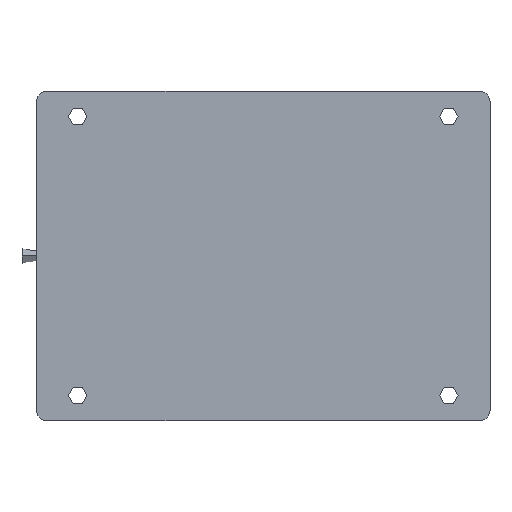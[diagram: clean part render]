
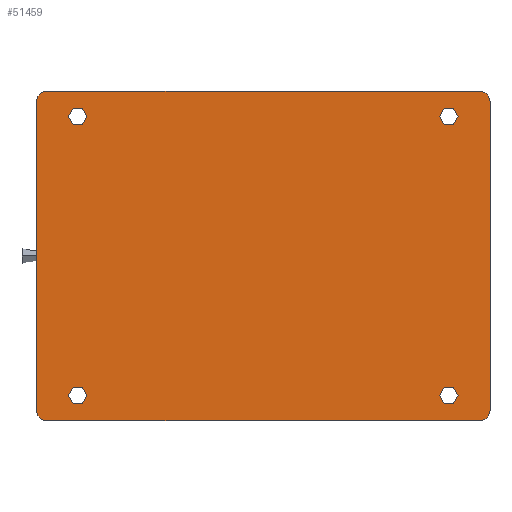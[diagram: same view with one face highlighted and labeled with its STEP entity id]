
A CAD part, front view. The second image highlights one B-rep face of the part: STEP entity #51459.
In plain terms, the highlighted face is planar.
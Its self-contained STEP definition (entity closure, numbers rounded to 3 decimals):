
#133 = EDGE_CURVE ( 'NONE', #21710, #22266, #17798, .T. ) ;
#150 = CARTESIAN_POINT ( 'NONE',  ( -90., -67.5, 51. ) ) ;
#397 = EDGE_CURVE ( 'NONE', #22266, #35581, #19739, .T. ) ;
#946 = CARTESIAN_POINT ( 'NONE',  ( 85.5, -67.5, 51. ) ) ;
#957 = DIRECTION ( 'NONE',  ( 1., 0., 0. ) ) ;
#1845 = CIRCLE ( 'NONE', #33271, 4.5 ) ;
#1882 = CARTESIAN_POINT ( 'NONE',  ( 105., 80., 51. ) ) ;
#2723 = DIRECTION ( 'NONE',  ( 0., 0., 1. ) ) ;
#2755 = VERTEX_POINT ( 'NONE', #3760 ) ;
#3472 = CARTESIAN_POINT ( 'NONE',  ( 105., 75., 51. ) ) ;
#3602 = EDGE_CURVE ( 'NONE', #2755, #49682, #5383, .T. ) ;
#3611 = LINE ( 'NONE', #48961, #4931 ) ;
#3760 = CARTESIAN_POINT ( 'NONE',  ( -105., -80., 51. ) ) ;
#4709 = DIRECTION ( 'NONE',  ( 0., 0., 1. ) ) ;
#4778 = ORIENTED_EDGE ( 'NONE', *, *, #16489, .F. ) ;
#4931 = VECTOR ( 'NONE', #6907, 1000. ) ;
#5060 = CARTESIAN_POINT ( 'NONE',  ( -90., 67.5, 51. ) ) ;
#5383 = LINE ( 'NONE', #10983, #20530 ) ;
#5592 = ORIENTED_EDGE ( 'NONE', *, *, #42794, .T. ) ;
#6370 = DIRECTION ( 'NONE',  ( 1., 0., 0. ) ) ;
#6907 = DIRECTION ( 'NONE',  ( -1., 0., 0. ) ) ;
#7442 = CIRCLE ( 'NONE', #45559, 4.5 ) ;
#7695 = DIRECTION ( 'NONE',  ( 0., 0., 1. ) ) ;
#7940 = DIRECTION ( 'NONE',  ( 0., 0., 1. ) ) ;
#7985 = VERTEX_POINT ( 'NONE', #14389 ) ;
#8159 = CARTESIAN_POINT ( 'NONE',  ( -110., -75., 51. ) ) ;
#8716 = ORIENTED_EDGE ( 'NONE', *, *, #52386, .T. ) ;
#8839 = AXIS2_PLACEMENT_3D ( 'NONE', #29277, #7940, #33312 ) ;
#10101 = EDGE_CURVE ( 'NONE', #23894, #7985, #7442, .T. ) ;
#10442 = FACE_BOUND ( 'NONE', #34332, .T. ) ;
#10808 = PLANE ( 'NONE',  #51296 ) ;
#10837 = AXIS2_PLACEMENT_3D ( 'NONE', #19998, #28815, #20562 ) ;
#10983 = CARTESIAN_POINT ( 'NONE',  ( -110., -80., 51. ) ) ;
#11332 = EDGE_CURVE ( 'NONE', #22789, #41422, #31995, .T. ) ;
#11545 = DIRECTION ( 'NONE',  ( 1., 0., 0. ) ) ;
#11919 = AXIS2_PLACEMENT_3D ( 'NONE', #32133, #19598, #6370 ) ;
#13143 = CIRCLE ( 'NONE', #8839, 4.5 ) ;
#13423 = EDGE_LOOP ( 'NONE', ( #4778, #36914 ) ) ;
#13538 = AXIS2_PLACEMENT_3D ( 'NONE', #150, #50465, #25359 ) ;
#13798 = AXIS2_PLACEMENT_3D ( 'NONE', #5060, #4709, #37975 ) ;
#14389 = CARTESIAN_POINT ( 'NONE',  ( -94.5, -67.5, 51. ) ) ;
#14616 = DIRECTION ( 'NONE',  ( 0., 0., 1. ) ) ;
#14693 = ORIENTED_EDGE ( 'NONE', *, *, #53058, .F. ) ;
#15050 = CARTESIAN_POINT ( 'NONE',  ( 85.5, 67.5, 51. ) ) ;
#15096 = CARTESIAN_POINT ( 'NONE',  ( 105., -80., 51. ) ) ;
#15738 = VERTEX_POINT ( 'NONE', #16953 ) ;
#15945 = DIRECTION ( 'NONE',  ( 1., 0., 0. ) ) ;
#15967 = DIRECTION ( 'NONE',  ( 1., 0., 0. ) ) ;
#16489 = EDGE_CURVE ( 'NONE', #15738, #50502, #54505, .T. ) ;
#16953 = CARTESIAN_POINT ( 'NONE',  ( -94.5, 67.5, 51. ) ) ;
#17079 = CARTESIAN_POINT ( 'NONE',  ( 110., 80., 51. ) ) ;
#17489 = CARTESIAN_POINT ( 'NONE',  ( -90., 67.5, 51. ) ) ;
#17663 = ORIENTED_EDGE ( 'NONE', *, *, #42876, .T. ) ;
#17687 = FACE_OUTER_BOUND ( 'NONE', #25783, .T. ) ;
#17798 = LINE ( 'NONE', #17079, #49983 ) ;
#18103 = CARTESIAN_POINT ( 'NONE',  ( -85.5, -67.5, 51. ) ) ;
#18800 = DIRECTION ( 'NONE',  ( 1., 0., 0. ) ) ;
#18974 = FACE_BOUND ( 'NONE', #33110, .T. ) ;
#19281 = CARTESIAN_POINT ( 'NONE',  ( -105., 80., 51. ) ) ;
#19598 = DIRECTION ( 'NONE',  ( 0., 0., 1. ) ) ;
#19739 = CIRCLE ( 'NONE', #32690, 5. ) ;
#19998 = CARTESIAN_POINT ( 'NONE',  ( -105., 75., 51. ) ) ;
#20528 = CIRCLE ( 'NONE', #37698, 5. ) ;
#20530 = VECTOR ( 'NONE', #11545, 1000. ) ;
#20562 = DIRECTION ( 'NONE',  ( 1., 0., 0. ) ) ;
#20852 = EDGE_CURVE ( 'NONE', #32047, #25822, #1845, .T. ) ;
#21084 = CARTESIAN_POINT ( 'NONE',  ( 110., -75., 51. ) ) ;
#21710 = VERTEX_POINT ( 'NONE', #21084 ) ;
#22266 = VERTEX_POINT ( 'NONE', #39534 ) ;
#22789 = VERTEX_POINT ( 'NONE', #41075 ) ;
#22929 = CARTESIAN_POINT ( 'NONE',  ( 0., 0., 51. ) ) ;
#23124 = DIRECTION ( 'NONE',  ( 1., 0., 0. ) ) ;
#23149 = AXIS2_PLACEMENT_3D ( 'NONE', #27894, #2723, #23124 ) ;
#23232 = CARTESIAN_POINT ( 'NONE',  ( -90., -67.5, 51. ) ) ;
#23430 = AXIS2_PLACEMENT_3D ( 'NONE', #17489, #42832, #957 ) ;
#23471 = EDGE_CURVE ( 'NONE', #35581, #37966, #3611, .T. ) ;
#23474 = DIRECTION ( 'NONE',  ( 0., 0., 1. ) ) ;
#23894 = VERTEX_POINT ( 'NONE', #18103 ) ;
#24345 = CIRCLE ( 'NONE', #46791, 4.5 ) ;
#25335 = CIRCLE ( 'NONE', #13538, 4.5 ) ;
#25359 = DIRECTION ( 'NONE',  ( -1., 0., 0. ) ) ;
#25556 = DIRECTION ( 'NONE',  ( 0., 1., 0. ) ) ;
#25711 = DIRECTION ( 'NONE',  ( -1., 0., 0. ) ) ;
#25783 = EDGE_LOOP ( 'NONE', ( #49808, #8716, #40294, #32565, #34951, #17663, #40071, #5592 ) ) ;
#25822 = VERTEX_POINT ( 'NONE', #27980 ) ;
#25929 = ORIENTED_EDGE ( 'NONE', *, *, #10101, .F. ) ;
#26311 = CIRCLE ( 'NONE', #23149, 5. ) ;
#27894 = CARTESIAN_POINT ( 'NONE',  ( -105., -75., 51. ) ) ;
#27980 = CARTESIAN_POINT ( 'NONE',  ( 94.5, -67.5, 51. ) ) ;
#28815 = DIRECTION ( 'NONE',  ( 0., 0., 1. ) ) ;
#28929 = CIRCLE ( 'NONE', #10837, 5. ) ;
#29042 = CARTESIAN_POINT ( 'NONE',  ( 90., 67.5, 51. ) ) ;
#29277 = CARTESIAN_POINT ( 'NONE',  ( 90., -67.5, 51. ) ) ;
#29718 = CARTESIAN_POINT ( 'NONE',  ( -85.5, 67.5, 51. ) ) ;
#30435 = EDGE_CURVE ( 'NONE', #50502, #15738, #30844, .T. ) ;
#30844 = CIRCLE ( 'NONE', #23430, 4.5 ) ;
#31218 = ORIENTED_EDGE ( 'NONE', *, *, #38077, .F. ) ;
#31330 = DIRECTION ( 'NONE',  ( 0., 0., 1. ) ) ;
#31505 = FACE_BOUND ( 'NONE', #13423, .T. ) ;
#31781 = ORIENTED_EDGE ( 'NONE', *, *, #54144, .F. ) ;
#31821 = ORIENTED_EDGE ( 'NONE', *, *, #20852, .F. ) ;
#31995 = LINE ( 'NONE', #33422, #41821 ) ;
#32047 = VERTEX_POINT ( 'NONE', #946 ) ;
#32120 = VERTEX_POINT ( 'NONE', #15050 ) ;
#32133 = CARTESIAN_POINT ( 'NONE',  ( 90., 67.5, 51. ) ) ;
#32565 = ORIENTED_EDGE ( 'NONE', *, *, #397, .T. ) ;
#32690 = AXIS2_PLACEMENT_3D ( 'NONE', #3472, #41100, #15945 ) ;
#33110 = EDGE_LOOP ( 'NONE', ( #31821, #31781 ) ) ;
#33271 = AXIS2_PLACEMENT_3D ( 'NONE', #38567, #38925, #25711 ) ;
#33312 = DIRECTION ( 'NONE',  ( -1., 0., 0. ) ) ;
#33422 = CARTESIAN_POINT ( 'NONE',  ( -110., 80., 51. ) ) ;
#34332 = EDGE_LOOP ( 'NONE', ( #31218, #25929 ) ) ;
#34473 = ORIENTED_EDGE ( 'NONE', *, *, #50339, .F. ) ;
#34951 = ORIENTED_EDGE ( 'NONE', *, *, #23471, .T. ) ;
#35581 = VERTEX_POINT ( 'NONE', #1882 ) ;
#36738 = CARTESIAN_POINT ( 'NONE',  ( 94.5, 67.5, 51. ) ) ;
#36914 = ORIENTED_EDGE ( 'NONE', *, *, #30435, .F. ) ;
#37698 = AXIS2_PLACEMENT_3D ( 'NONE', #44679, #31330, #18800 ) ;
#37966 = VERTEX_POINT ( 'NONE', #19281 ) ;
#37975 = DIRECTION ( 'NONE',  ( 1., 0., 0. ) ) ;
#38077 = EDGE_CURVE ( 'NONE', #7985, #23894, #25335, .T. ) ;
#38567 = CARTESIAN_POINT ( 'NONE',  ( 90., -67.5, 51. ) ) ;
#38925 = DIRECTION ( 'NONE',  ( 0., 0., 1. ) ) ;
#39534 = CARTESIAN_POINT ( 'NONE',  ( 110., 75., 51. ) ) ;
#40071 = ORIENTED_EDGE ( 'NONE', *, *, #11332, .T. ) ;
#40208 = DIRECTION ( 'NONE',  ( 1., 0., 0. ) ) ;
#40294 = ORIENTED_EDGE ( 'NONE', *, *, #133, .T. ) ;
#40315 = DIRECTION ( 'NONE',  ( -1., 0., 0. ) ) ;
#41075 = CARTESIAN_POINT ( 'NONE',  ( -110., 75., 51. ) ) ;
#41100 = DIRECTION ( 'NONE',  ( 0., 0., 1. ) ) ;
#41422 = VERTEX_POINT ( 'NONE', #8159 ) ;
#41821 = VECTOR ( 'NONE', #46758, 1000. ) ;
#42664 = FACE_BOUND ( 'NONE', #52041, .T. ) ;
#42794 = EDGE_CURVE ( 'NONE', #41422, #2755, #26311, .T. ) ;
#42832 = DIRECTION ( 'NONE',  ( 0., 0., 1. ) ) ;
#42876 = EDGE_CURVE ( 'NONE', #37966, #22789, #28929, .T. ) ;
#44679 = CARTESIAN_POINT ( 'NONE',  ( 105., -75., 51. ) ) ;
#45559 = AXIS2_PLACEMENT_3D ( 'NONE', #23232, #14616, #40315 ) ;
#46758 = DIRECTION ( 'NONE',  ( 0., -1., 0. ) ) ;
#46791 = AXIS2_PLACEMENT_3D ( 'NONE', #29042, #7695, #15967 ) ;
#48961 = CARTESIAN_POINT ( 'NONE',  ( -110., 80., 51. ) ) ;
#49682 = VERTEX_POINT ( 'NONE', #15096 ) ;
#49808 = ORIENTED_EDGE ( 'NONE', *, *, #3602, .T. ) ;
#49983 = VECTOR ( 'NONE', #25556, 1000. ) ;
#50339 = EDGE_CURVE ( 'NONE', #51751, #32120, #50591, .T. ) ;
#50465 = DIRECTION ( 'NONE',  ( 0., 0., 1. ) ) ;
#50502 = VERTEX_POINT ( 'NONE', #29718 ) ;
#50591 = CIRCLE ( 'NONE', #11919, 4.5 ) ;
#51296 = AXIS2_PLACEMENT_3D ( 'NONE', #22929, #23474, #40208 ) ;
#51459 = ADVANCED_FACE ( 'NONE', ( #10442, #31505, #17687, #42664, #18974 ), #10808, .T. ) ;
#51751 = VERTEX_POINT ( 'NONE', #36738 ) ;
#52041 = EDGE_LOOP ( 'NONE', ( #14693, #34473 ) ) ;
#52386 = EDGE_CURVE ( 'NONE', #49682, #21710, #20528, .T. ) ;
#53058 = EDGE_CURVE ( 'NONE', #32120, #51751, #24345, .T. ) ;
#54144 = EDGE_CURVE ( 'NONE', #25822, #32047, #13143, .T. ) ;
#54505 = CIRCLE ( 'NONE', #13798, 4.5 ) ;
